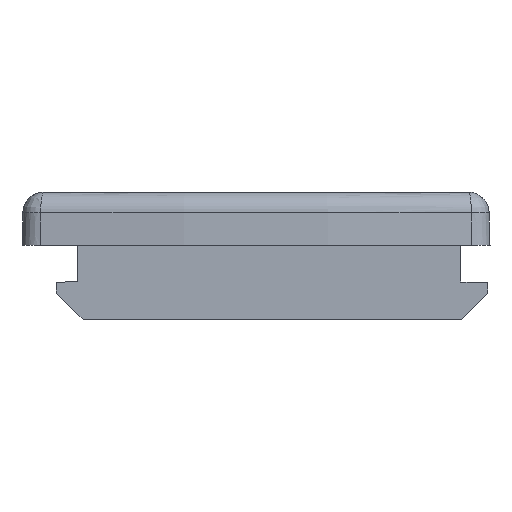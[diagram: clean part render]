
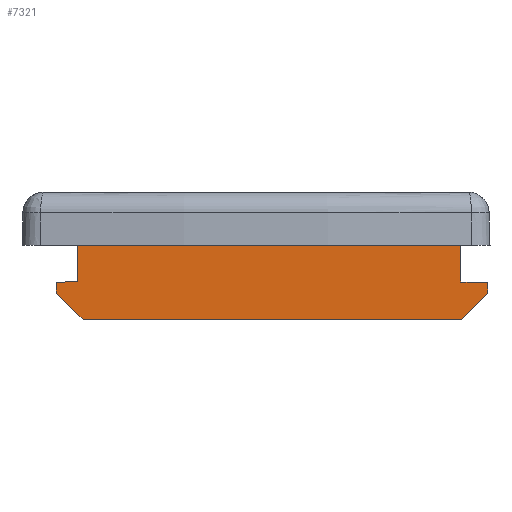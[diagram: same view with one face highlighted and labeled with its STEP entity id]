
A CAD part, front view. The second image highlights one B-rep face of the part: STEP entity #7321.
In plain terms, the highlighted planar face has unit normal (0, -1, 0).
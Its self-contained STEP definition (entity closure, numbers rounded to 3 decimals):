
#7253=AXIS2_PLACEMENT_3D('Plane Axis2P3D',#7250,#7251,#7252) ;
#50=CARTESIAN_POINT('Vertex',(41.341,14.987,0.)) ;
#53=CARTESIAN_POINT('Line Origine',(23.539,14.987,0.)) ;
#57=CARTESIAN_POINT('Vertex',(5.737,14.987,0.)) ;
#7231=CARTESIAN_POINT('Line Origine',(42.547,14.987,1.25)) ;
#7235=CARTESIAN_POINT('Vertex',(43.754,14.987,2.5)) ;
#7250=CARTESIAN_POINT('Axis2P3D Location',(43.974,14.987,7.)) ;
#7255=CARTESIAN_POINT('Line Origine',(43.746,14.987,3.006)) ;
#7259=CARTESIAN_POINT('Vertex',(43.737,14.987,3.513)) ;
#7262=CARTESIAN_POINT('Line Origine',(42.487,14.987,3.535)) ;
#7266=CARTESIAN_POINT('Vertex',(41.237,14.987,3.556)) ;
#7269=CARTESIAN_POINT('Line Origine',(41.237,14.987,5.278)) ;
#7273=CARTESIAN_POINT('Vertex',(41.237,14.987,7.)) ;
#7276=CARTESIAN_POINT('Line Origine',(23.237,14.987,7.)) ;
#7280=CARTESIAN_POINT('Vertex',(5.237,14.987,7.)) ;
#7283=CARTESIAN_POINT('Line Origine',(5.237,14.987,5.3)) ;
#7287=CARTESIAN_POINT('Vertex',(5.237,14.987,3.6)) ;
#7290=CARTESIAN_POINT('Line Origine',(4.237,14.987,3.565)) ;
#7294=CARTESIAN_POINT('Vertex',(3.237,14.987,3.53)) ;
#7297=CARTESIAN_POINT('Line Origine',(3.237,14.987,3.015)) ;
#7301=CARTESIAN_POINT('Vertex',(3.237,14.987,2.5)) ;
#7304=CARTESIAN_POINT('Line Origine',(4.487,14.987,1.25)) ;
#54=DIRECTION('Vector Direction',(-1.,0.,0.)) ;
#7232=DIRECTION('Vector Direction',(0.695,0.,0.719)) ;
#7251=DIRECTION('Axis2P3D Direction',(0.,-1.,0.)) ;
#7252=DIRECTION('Axis2P3D XDirection',(1.,0.,0.)) ;
#7256=DIRECTION('Vector Direction',(0.017,0.,-1.)) ;
#7263=DIRECTION('Vector Direction',(-1.,0.,0.017)) ;
#7270=DIRECTION('Vector Direction',(0.,0.,-1.)) ;
#7277=DIRECTION('Vector Direction',(-1.,0.,0.)) ;
#7284=DIRECTION('Vector Direction',(0.,0.,-1.)) ;
#7291=DIRECTION('Vector Direction',(0.999,0.,0.035)) ;
#7298=DIRECTION('Vector Direction',(0.,0.,1.)) ;
#7305=DIRECTION('Vector Direction',(0.707,0.,-0.707)) ;
#55=VECTOR('Line Direction',#54,1.) ;
#7233=VECTOR('Line Direction',#7232,1.) ;
#7257=VECTOR('Line Direction',#7256,1.) ;
#7264=VECTOR('Line Direction',#7263,1.) ;
#7271=VECTOR('Line Direction',#7270,1.) ;
#7278=VECTOR('Line Direction',#7277,1.) ;
#7285=VECTOR('Line Direction',#7284,1.) ;
#7292=VECTOR('Line Direction',#7291,1.) ;
#7299=VECTOR('Line Direction',#7298,1.) ;
#7306=VECTOR('Line Direction',#7305,1.) ;
#7310=ORIENTED_EDGE('',*,*,#59,.F.) ;
#7311=ORIENTED_EDGE('',*,*,#7237,.T.) ;
#7312=ORIENTED_EDGE('',*,*,#7261,.F.) ;
#7313=ORIENTED_EDGE('',*,*,#7268,.T.) ;
#7314=ORIENTED_EDGE('',*,*,#7275,.F.) ;
#7315=ORIENTED_EDGE('',*,*,#7282,.T.) ;
#7316=ORIENTED_EDGE('',*,*,#7289,.T.) ;
#7317=ORIENTED_EDGE('',*,*,#7296,.F.) ;
#7318=ORIENTED_EDGE('',*,*,#7303,.F.) ;
#7319=ORIENTED_EDGE('',*,*,#7308,.T.) ;
#7321=ADVANCED_FACE('CABTITE EP B 24/50 GY',(#7320),#7254,.T.) ;
#59=EDGE_CURVE('',#51,#58,#56,.T.) ;
#7237=EDGE_CURVE('',#51,#7236,#7234,.T.) ;
#7261=EDGE_CURVE('',#7260,#7236,#7258,.T.) ;
#7268=EDGE_CURVE('',#7260,#7267,#7265,.T.) ;
#7275=EDGE_CURVE('',#7274,#7267,#7272,.T.) ;
#7282=EDGE_CURVE('',#7274,#7281,#7279,.T.) ;
#7289=EDGE_CURVE('',#7281,#7288,#7286,.T.) ;
#7296=EDGE_CURVE('',#7295,#7288,#7293,.T.) ;
#7303=EDGE_CURVE('',#7302,#7295,#7300,.T.) ;
#7308=EDGE_CURVE('',#7302,#58,#7307,.T.) ;
#7309=EDGE_LOOP('',(#7310,#7311,#7312,#7313,#7314,#7315,#7316,#7317,#7318,#7319)) ;
#7320=FACE_OUTER_BOUND('',#7309,.T.) ;
#56=LINE('Line',#53,#55) ;
#7234=LINE('Line',#7231,#7233) ;
#7258=LINE('Line',#7255,#7257) ;
#7265=LINE('Line',#7262,#7264) ;
#7272=LINE('Line',#7269,#7271) ;
#7279=LINE('Line',#7276,#7278) ;
#7286=LINE('Line',#7283,#7285) ;
#7293=LINE('Line',#7290,#7292) ;
#7300=LINE('Line',#7297,#7299) ;
#7307=LINE('Line',#7304,#7306) ;
#7254=PLANE('',#7253) ;
#51=VERTEX_POINT('',#50) ;
#58=VERTEX_POINT('',#57) ;
#7236=VERTEX_POINT('',#7235) ;
#7260=VERTEX_POINT('',#7259) ;
#7267=VERTEX_POINT('',#7266) ;
#7274=VERTEX_POINT('',#7273) ;
#7281=VERTEX_POINT('',#7280) ;
#7288=VERTEX_POINT('',#7287) ;
#7295=VERTEX_POINT('',#7294) ;
#7302=VERTEX_POINT('',#7301) ;
